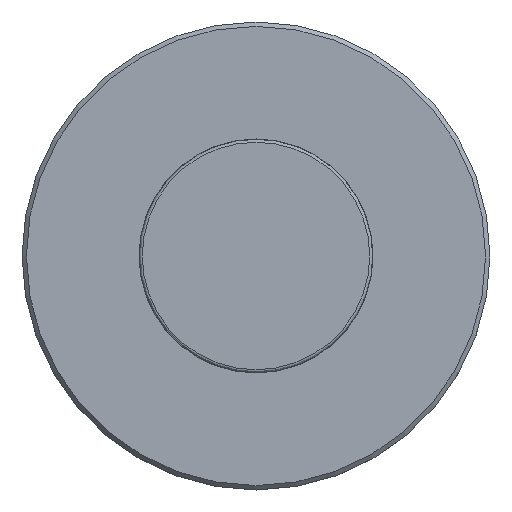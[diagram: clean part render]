
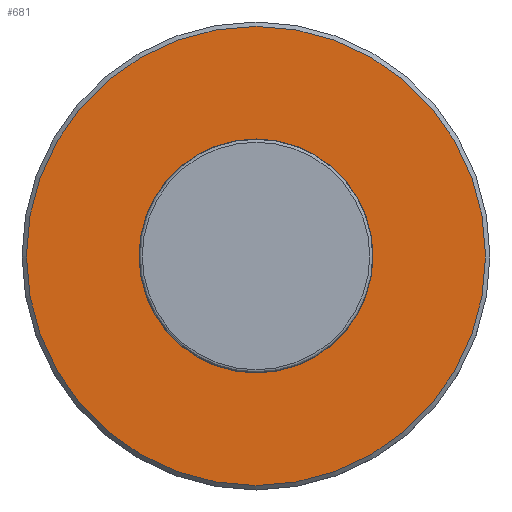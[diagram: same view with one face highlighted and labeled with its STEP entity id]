
A CAD part, top view. The second image highlights one B-rep face of the part: STEP entity #681.
In plain terms, the highlighted planar face has unit normal (0, 0, 1).
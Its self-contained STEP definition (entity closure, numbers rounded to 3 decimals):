
#53=FACE_BOUND('',#146,.T.);
#62=PLANE('',#782);
#102=FACE_OUTER_BOUND('',#145,.T.);
#145=EDGE_LOOP('',(#538));
#146=EDGE_LOOP('',(#539,#540));
#214=CIRCLE('',#781,7.85);
#215=CIRCLE('',#783,4.);
#216=CIRCLE('',#784,4.);
#328=VERTEX_POINT('',#1255);
#329=VERTEX_POINT('',#1259);
#330=VERTEX_POINT('',#1260);
#405=EDGE_CURVE('',#328,#328,#214,.T.);
#407=EDGE_CURVE('',#329,#330,#215,.T.);
#408=EDGE_CURVE('',#330,#329,#216,.T.);
#538=ORIENTED_EDGE('',*,*,#405,.F.);
#539=ORIENTED_EDGE('',*,*,#407,.F.);
#540=ORIENTED_EDGE('',*,*,#408,.F.);
#681=ADVANCED_FACE('',(#102,#53),#62,.T.);
#781=AXIS2_PLACEMENT_3D('',#1256,#985,#986);
#782=AXIS2_PLACEMENT_3D('',#1258,#988,#989);
#783=AXIS2_PLACEMENT_3D('',#1261,#990,#991);
#784=AXIS2_PLACEMENT_3D('',#1262,#992,#993);
#985=DIRECTION('center_axis',(0.,0.,-1.));
#986=DIRECTION('ref_axis',(-1.,0.,0.));
#988=DIRECTION('center_axis',(0.,0.,1.));
#989=DIRECTION('ref_axis',(0.,1.,0.));
#990=DIRECTION('center_axis',(0.,0.,1.));
#991=DIRECTION('ref_axis',(1.,0.,0.));
#992=DIRECTION('center_axis',(0.,0.,1.));
#993=DIRECTION('ref_axis',(1.,0.,0.));
#1255=CARTESIAN_POINT('',(7.85,0.,15.1));
#1256=CARTESIAN_POINT('Origin',(0.,0.,15.1));
#1258=CARTESIAN_POINT('Origin',(6.,0.,15.1));
#1259=CARTESIAN_POINT('',(4.,0.,15.1));
#1260=CARTESIAN_POINT('',(-4.,0.,15.1));
#1261=CARTESIAN_POINT('Origin',(0.,0.,15.1));
#1262=CARTESIAN_POINT('Origin',(0.,0.,15.1));
